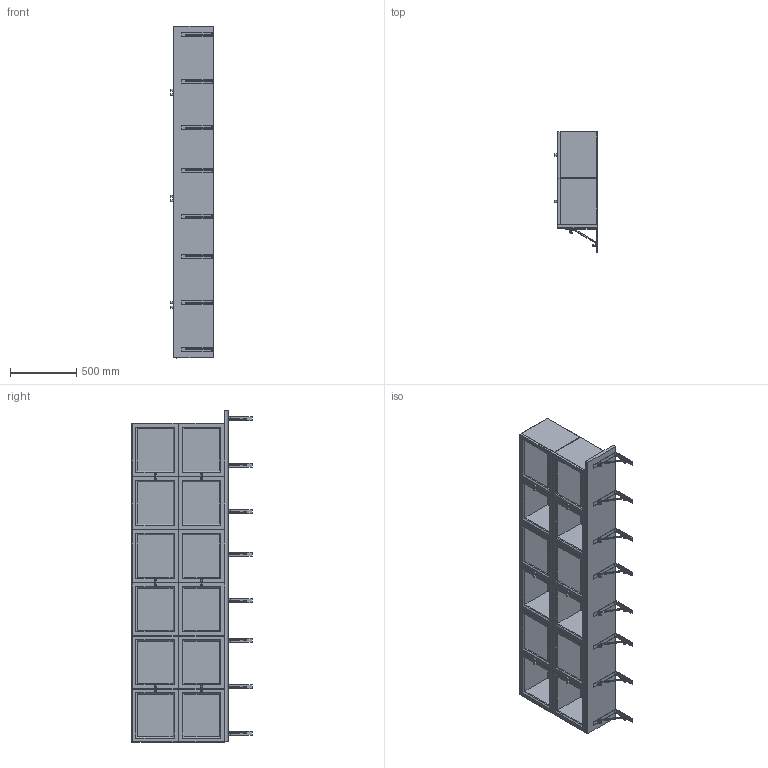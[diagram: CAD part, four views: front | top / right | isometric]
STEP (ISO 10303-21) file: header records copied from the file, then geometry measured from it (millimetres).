
FILE_DESCRIPTION(('FreeCAD Model'),'2;1');
FILE_NAME('Open CASCADE Shape Model','2024-07-29T11:40:59',(''),(''), 'Open CASCADE STEP processor 7.6','FreeCAD','Unknown');
FILE_SCHEMA(('AUTOMOTIVE_DESIGN { 1 0 10303 214 1 1 1 1 }'));
Length unit declared in the file: millimetre
Products named in the file (23): billy2rowAsm; LinkGroup; BillyExtentionWide_001; billySingleDoor_001; billySingleDoor_002; BillyExtentionWide_002; billySingleDoor_003; billySingleDoor_004; LinkGroup001; BillyExtentionWide_003; billySingleDoor_005; billySingleDoor_006; BillyExtentionWide_004; billySingleDoor_007; billySingleDoor_008; shelfAsm_001; LinkGroup002; BillyExtentionWide_005; billySingleDoor_009; billySingleDoor_010; BillyExtentionWide_006; billySingleDoor_011; billySingleDoor_012
Assembly tree (22 placements, depth 3):
  billy2rowAsm
    LinkGroup
      BillyExtentionWide_001
      billySingleDoor_001
      billySingleDoor_002
      BillyExtentionWide_002
      billySingleDoor_003
      billySingleDoor_004
    LinkGroup001
      BillyExtentionWide_003
      billySingleDoor_005
      billySingleDoor_006
      BillyExtentionWide_004
      billySingleDoor_007
      billySingleDoor_008
    shelfAsm_001
    LinkGroup002
      BillyExtentionWide_005
      billySingleDoor_009
      billySingleDoor_010
      BillyExtentionWide_006
      billySingleDoor_011
      billySingleDoor_012
Bounding box: 320 x 905 x 2500 mm (x, y, z)
Volume: 103077544.5 mm3; surface area: 12082744.9 mm2
Topology: 27 solids, 27 shells, 696 faces, 1626 edges, 1008 vertices
Faces by surface type: plane 589, cylinder 95, torus 12
Full cylindrical faces by diameter (mm): 15 x12
Entity records: 42715 total; most frequent: CARTESIAN_POINT 6797, DIRECTION 6498, LINE 4474, VECTOR 4474, ORIENTED_EDGE 3252, PCURVE 3252, DEFINITIONAL_REPRESENTATION 3252, EDGE_CURVE 1626
